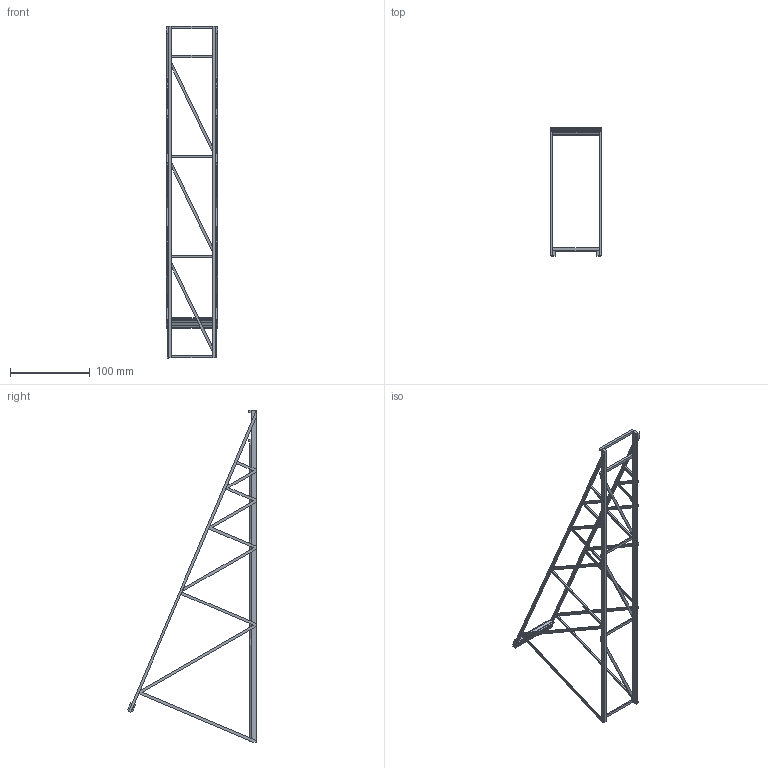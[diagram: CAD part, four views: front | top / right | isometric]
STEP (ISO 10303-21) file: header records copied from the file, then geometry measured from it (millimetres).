
FILE_DESCRIPTION (( 'STEP AP214' ), '1' );
FILE_NAME ('V2 1-2.STEP', '2019-03-23T01:02:32', ( '' ), ( '' ), 'SwSTEP 2.0', 'SolidWorks 2018', '' );
FILE_SCHEMA (( 'AUTOMOTIVE_DESIGN' ));
Length unit declared in the file: millimetre
Products named in the file (8): CompressionBeam; Part2^V2 1-2; V2 1-2; CompressionHorizontalBrace; Part5^V2 1-2; Part7^V2 1-2; Part6^V2 1-2; Part4^V2 1-2
Assembly tree (19 placements, depth 2):
  Part2^V2 1-2
  V2 1-2
    CompressionBeam  x2
    CompressionHorizontalBrace  x6
    Part4^V2 1-2
    Part5^V2 1-2  x2
    Part6^V2 1-2  x6
    Part7^V2 1-2  x2
Bounding box: 64.7 x 160.34 x 415 mm (x, y, z)
Volume: 40933.1 mm3; surface area: 54597.1 mm2
Topology: 19 solids, 19 shells, 180 faces, 426 edges, 284 vertices
Faces by surface type: plane 180
Entity records: 2670 total; most frequent: CARTESIAN_POINT 424, DIRECTION 393, ORIENTED_EDGE 390, EDGE_CURVE 195, VECTOR 195, LINE 195, VERTEX_POINT 130, AXIS2_PLACEMENT_3D 99
